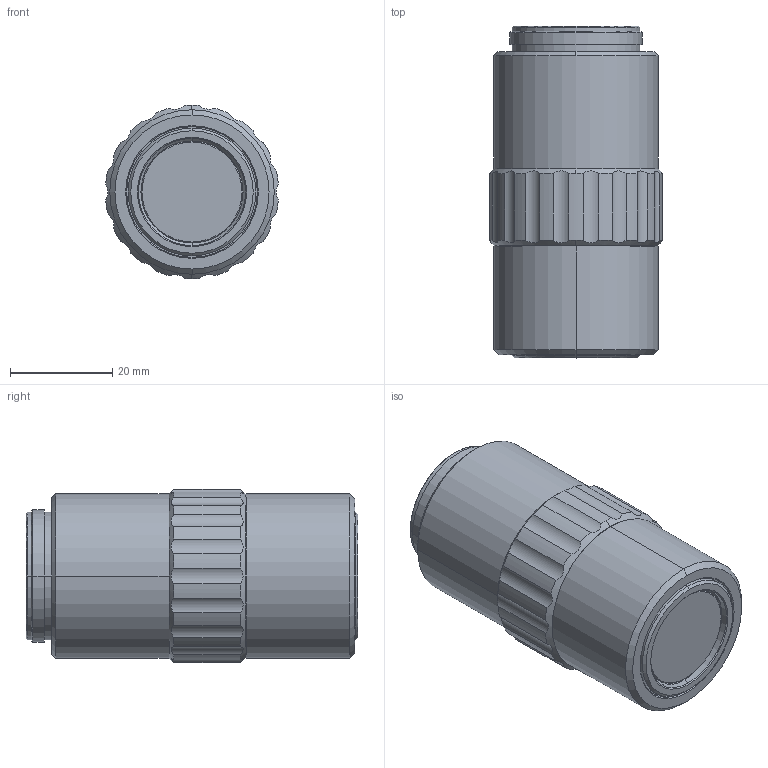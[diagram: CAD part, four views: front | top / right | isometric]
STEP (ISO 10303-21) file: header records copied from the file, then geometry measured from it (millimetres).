
FILE_DESCRIPTION(('Creo Elements/Direct Modeling STEP Export'),'2;1');
FILE_NAME('mplanapo7.5x_378_807_3.stp','2015-08-05T17:03:59',(''),(''),'Creo Elements/Direct Modeling STEP processor for AP214 (Solid Model)','Creo Elements/Direct Modeling 18.1B 29-Sep-2012 (C) Parametric Technology GmbH','');
FILE_SCHEMA(('AUTOMOTIVE_DESIGN { 1 0 10303 214 1 1 1 1 }'));
Length unit declared in the file: millimetre
Products named in the file (1): mplanapo7.5x_378_807_3
Bounding box: 33.86 x 65 x 34 mm (x, y, z)
Volume: 50818.8 mm3; surface area: 9705.4 mm2
Topology: 1 solids, 1 shells, 108 faces, 274 edges, 178 vertices
Faces by surface type: cylinder 64, cone 32, plane 12
Entity records: 3411 total; most frequent: CARTESIAN_POINT 778, ORIENTED_EDGE 548, DIRECTION 432, EDGE_CURVE 274, VERTEX_POINT 178, AXIS2_PLACEMENT_3D 168, EDGE_LOOP 118, FACE_OUTER_BOUND 108
